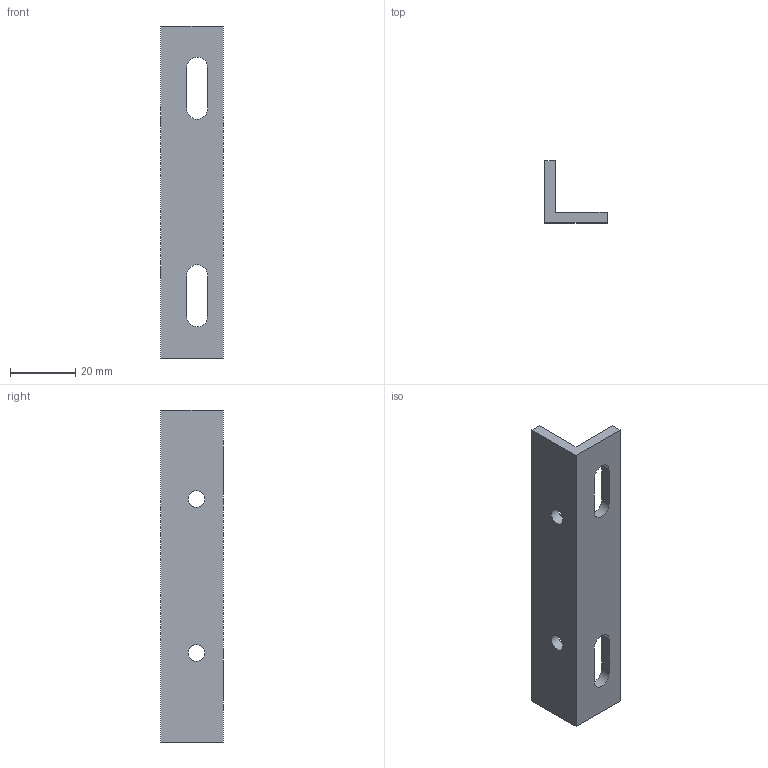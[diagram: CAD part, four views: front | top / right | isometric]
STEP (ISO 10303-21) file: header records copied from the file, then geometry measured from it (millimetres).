
FILE_DESCRIPTION(('HOOPS Exchange Step'),'2;1');
FILE_NAME('b1801686975ded4932b500b59ea958ba20200328-3288-1lg44ga.sldprt.step','2020-03-28T05:23:24+00:00',('converter2'),('Unknown organisation'),'HOOPS Exchange 2019.2','HOOPS Exchange','Unknown authorisation');
FILE_SCHEMA( ('AUTOMOTIVE_DESIGN { 1 0 10303 214 1 1 1 1 }') );
Length unit declared in the file: inch
Products named in the file (2): Default; b1801686975ded4932b500b59ea958ba20200328-3288-1lg44ga
Assembly tree (1 placements, depth 2):
  b1801686975ded4932b500b59ea958ba20200328-3288-1lg44ga
    Default
Bounding box: 19.05 x 19.05 x 101.6 mm (x, y, z)
Volume: 10424.2 mm3; surface area: 7822.7 mm2
Topology: 1 solids, 1 shells, 20 faces, 54 edges, 36 vertices
Faces by surface type: plane 12, cylinder 8
Full cylindrical faces by diameter (mm): 5.08 x2
Entity records: 701 total; most frequent: DIRECTION 116, CARTESIAN_POINT 113, ORIENTED_EDGE 108, EDGE_CURVE 54, AXIS2_PLACEMENT_3D 39, VECTOR 38, LINE 38, VERTEX_POINT 36
